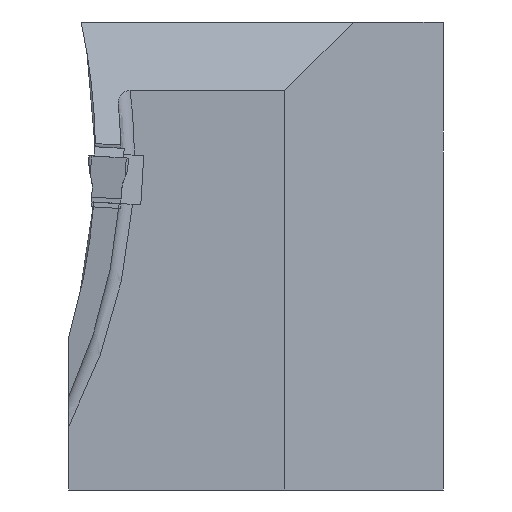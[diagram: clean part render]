
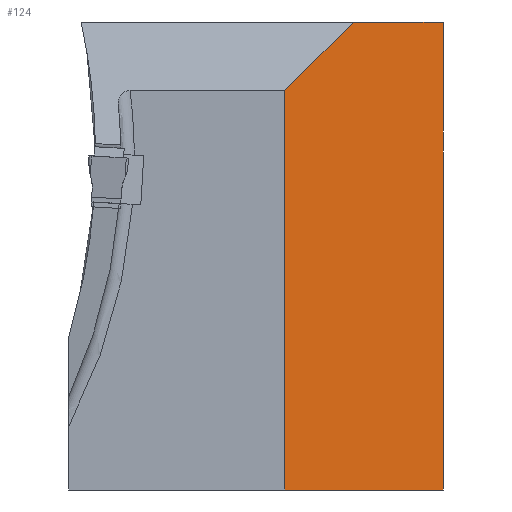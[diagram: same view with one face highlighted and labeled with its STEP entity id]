
A CAD part, left-side view. The second image highlights one B-rep face of the part: STEP entity #124.
In plain terms, the highlighted planar face has unit normal (-0.707, -0.707, 0).
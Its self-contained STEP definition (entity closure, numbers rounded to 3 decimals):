
#124=ADVANCED_FACE('',(#223),#178,.F.);
#178=PLANE('',#1194);
#223=FACE_OUTER_BOUND('',#283,.T.);
#283=EDGE_LOOP('',(#468,#469,#470,#471,#472));
#468=ORIENTED_EDGE('',*,*,#851,.F.);
#469=ORIENTED_EDGE('',*,*,#854,.F.);
#470=ORIENTED_EDGE('',*,*,#837,.F.);
#471=ORIENTED_EDGE('',*,*,#801,.F.);
#472=ORIENTED_EDGE('',*,*,#812,.F.);
#693=VERTEX_POINT('',#1609);
#694=VERTEX_POINT('',#1611);
#703=VERTEX_POINT('',#1632);
#718=VERTEX_POINT('',#1771);
#729=VERTEX_POINT('',#1800);
#801=EDGE_CURVE('',#693,#694,#960,.T.);
#812=EDGE_CURVE('',#703,#693,#968,.T.);
#837=EDGE_CURVE('',#694,#718,#980,.T.);
#851=EDGE_CURVE('',#729,#703,#991,.T.);
#854=EDGE_CURVE('',#718,#729,#994,.T.);
#960=LINE('',#1610,#1060);
#968=LINE('',#1633,#1068);
#980=LINE('',#1773,#1080);
#991=LINE('',#1801,#1091);
#994=LINE('',#1805,#1094);
#1060=VECTOR('',#1278,1.);
#1068=VECTOR('',#1296,1.);
#1080=VECTOR('',#1336,1.);
#1091=VECTOR('',#1359,1.);
#1094=VECTOR('',#1364,1.);
#1194=AXIS2_PLACEMENT_3D('',#1815,#1380,#1381);
#1278=DIRECTION('',(0.577,-0.577,0.577));
#1296=DIRECTION('',(0.,0.,1.));
#1336=DIRECTION('',(0.707,-0.707,0.));
#1359=DIRECTION('',(-0.707,0.707,0.));
#1364=DIRECTION('',(0.,0.,-1.));
#1380=DIRECTION('',(0.707,0.707,0.));
#1381=DIRECTION('',(0.707,-0.707,0.));
#1609=CARTESIAN_POINT('',(9.,11.862,4.862));
#1610=CARTESIAN_POINT('',(25.287,-4.425,21.149));
#1611=CARTESIAN_POINT('',(14.138,6.724,10.));
#1632=CARTESIAN_POINT('',(9.,11.862,-25.));
#1633=CARTESIAN_POINT('',(9.,11.862,30.));
#1771=CARTESIAN_POINT('',(20.862,0.,10.));
#1773=CARTESIAN_POINT('',(20.862,0.,10.));
#1800=CARTESIAN_POINT('',(20.862,0.,-25.));
#1801=CARTESIAN_POINT('',(20.862,0.,-25.));
#1805=CARTESIAN_POINT('',(20.862,0.,30.));
#1815=CARTESIAN_POINT('',(20.862,0.,30.));
